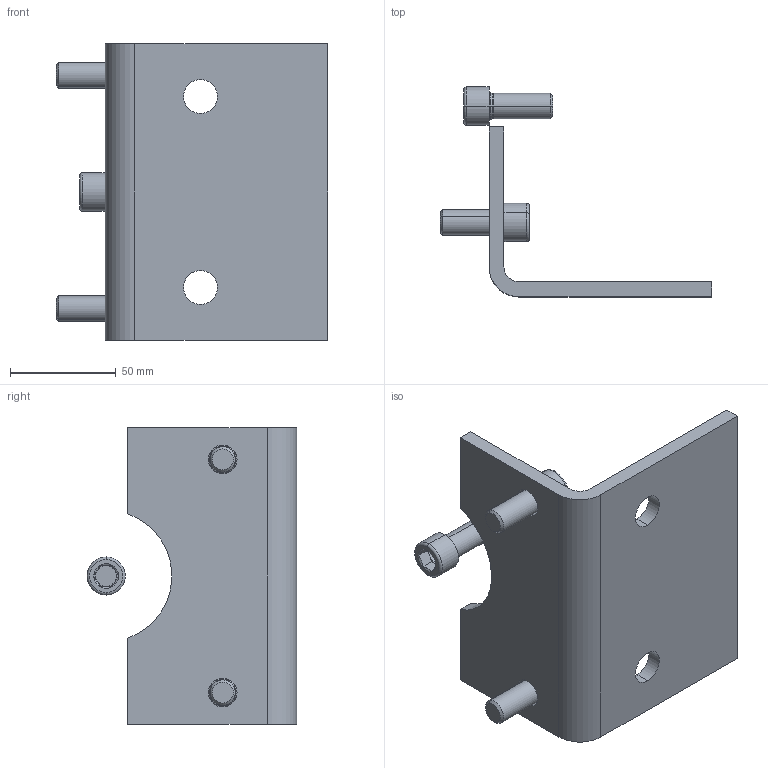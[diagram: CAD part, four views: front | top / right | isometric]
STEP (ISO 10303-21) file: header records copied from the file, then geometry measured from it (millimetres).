
FILE_DESCRIPTION(('HOOPS Exchange Step'),'2;1');
FILE_NAME('export-36DEB2BB-0E1D-4EF5-9CB7-9D0520640AE1.stp','2024-05-14T12:18:40+02:00',('Engineering'),('Alibre'),'HOOPS Exchange 2023.0','Alibre','Unknown authorisation');
FILE_SCHEMA( ('AP242_MANAGED_MODEL_BASED_3D_ENGINEERING_MIM_LF {1 0 10303 442 1 1 4 }') );
Length unit declared in the file: millimetre
Products named in the file (3): 6845-1 W0951252001 - Hinge - Foot Model A 125 - HINGE; 6845-2 W0951252001 - Hinge - Foot Model A 125 - Cylinder head screw DIN 912 M12x30; 6845 W0951252001 - Hinge - Foot Model A 125
Assembly tree (3 placements, depth 2):
  6845 W0951252001 - Hinge - Foot Model A 125
    6845-1 W0951252001 - Hinge - Foot Model A 125 - HINGE
    6845-2 W0951252001 - Hinge - Foot Model A 125 - Cylinder head screw DIN 912 M12x30  x2
Bounding box: 128 x 99 x 140 mm (x, y, z)
Volume: 158901.4 mm3; surface area: 58318.9 mm2
Topology: 1 solids, 70 shells, 113 faces, 386 edges, 320 vertices
Faces by surface type: plane 54, cylinder 23, cone 18, torus 18
Entity records: 2049 total; most frequent: CARTESIAN_POINT 416, DIRECTION 340, ORIENTED_EDGE 238, EDGE_CURVE 166, VERTEX_POINT 132, AXIS2_PLACEMENT_3D 131, VECTOR 78, LINE 78
